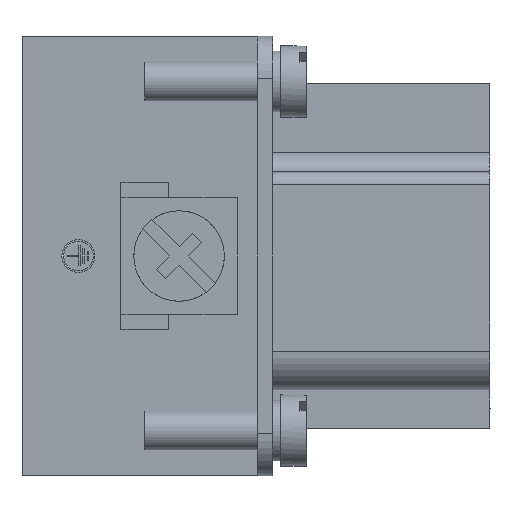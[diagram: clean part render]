
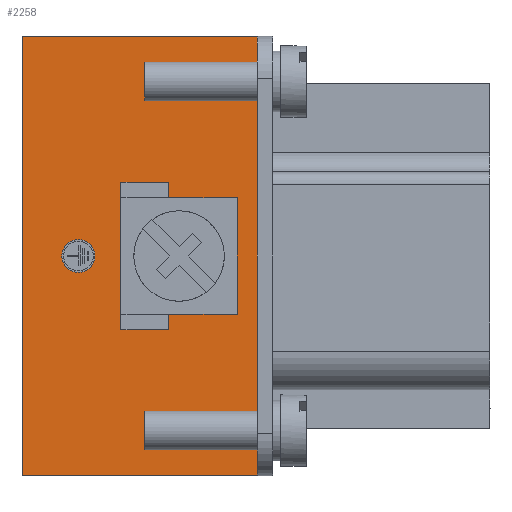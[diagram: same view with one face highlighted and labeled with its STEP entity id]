
A CAD part, left-side view. The second image highlights one B-rep face of the part: STEP entity #2258.
In plain terms, the highlighted planar face has unit normal (-1, 0, 0).
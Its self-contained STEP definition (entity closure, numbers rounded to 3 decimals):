
#1743=FACE_BOUND('',#3772,.T.);
#1744=FACE_BOUND('',#3773,.T.);
#1745=FACE_BOUND('',#3774,.T.);
#2258=ADVANCED_FACE('',(#1743,#1744,#1745),#2712,.T.);
#2712=PLANE('',#15498);
#3772=EDGE_LOOP('',(#6377,#6378,#6379,#6380,#6381,#6382,#6383,#6384));
#3773=EDGE_LOOP('',(#6385));
#3774=EDGE_LOOP('',(#6386,#6387,#6388,#6389));
#6377=ORIENTED_EDGE('',*,*,#7454,.T.);
#6378=ORIENTED_EDGE('',*,*,#7439,.T.);
#6379=ORIENTED_EDGE('',*,*,#7443,.T.);
#6380=ORIENTED_EDGE('',*,*,#7444,.T.);
#6381=ORIENTED_EDGE('',*,*,#7447,.T.);
#6382=ORIENTED_EDGE('',*,*,#7448,.T.);
#6383=ORIENTED_EDGE('',*,*,#7450,.T.);
#6384=ORIENTED_EDGE('',*,*,#7452,.T.);
#6385=ORIENTED_EDGE('',*,*,#7506,.T.);
#6386=ORIENTED_EDGE('',*,*,#8663,.F.);
#6387=ORIENTED_EDGE('',*,*,#8662,.T.);
#6388=ORIENTED_EDGE('',*,*,#8657,.F.);
#6389=ORIENTED_EDGE('',*,*,#8664,.T.);
#6506=VERTEX_POINT('',#19177);
#6507=VERTEX_POINT('',#19178);
#6508=VERTEX_POINT('',#19183);
#6509=VERTEX_POINT('',#19187);
#6510=VERTEX_POINT('',#19191);
#6511=VERTEX_POINT('',#19195);
#6512=VERTEX_POINT('',#19199);
#6513=VERTEX_POINT('',#19203);
#6549=VERTEX_POINT('',#19317);
#7339=VERTEX_POINT('',#21731);
#7340=VERTEX_POINT('',#21733);
#7343=VERTEX_POINT('',#21740);
#7344=VERTEX_POINT('',#21745);
#7439=EDGE_CURVE('',#6506,#6507,#10805,.T.);
#7443=EDGE_CURVE('',#6507,#6508,#10809,.T.);
#7444=EDGE_CURVE('',#6508,#6509,#10810,.T.);
#7447=EDGE_CURVE('',#6509,#6510,#10813,.T.);
#7448=EDGE_CURVE('',#6510,#6511,#10814,.T.);
#7450=EDGE_CURVE('',#6511,#6512,#10816,.T.);
#7452=EDGE_CURVE('',#6512,#6513,#10818,.T.);
#7454=EDGE_CURVE('',#6513,#6506,#10820,.T.);
#7506=EDGE_CURVE('',#6549,#6549,#8719,.T.);
#8657=EDGE_CURVE('',#7339,#7340,#11894,.T.);
#8662=EDGE_CURVE('',#7343,#7340,#11899,.T.);
#8663=EDGE_CURVE('',#7343,#7344,#11900,.T.);
#8664=EDGE_CURVE('',#7339,#7344,#11901,.T.);
#8719=CIRCLE('',#14944,1.28);
#10805=LINE('',#19176,#12447);
#10809=LINE('',#19184,#12451);
#10810=LINE('',#19186,#12452);
#10813=LINE('',#19192,#12455);
#10814=LINE('',#19194,#12456);
#10816=LINE('',#19198,#12458);
#10818=LINE('',#19202,#12460);
#10820=LINE('',#19206,#12462);
#11894=LINE('',#21732,#13536);
#11899=LINE('',#21742,#13541);
#11900=LINE('',#21744,#13542);
#11901=LINE('',#21746,#13543);
#12447=VECTOR('',#16175,1.);
#12451=VECTOR('',#16181,1.);
#12452=VECTOR('',#16184,1.);
#12455=VECTOR('',#16189,1.);
#12456=VECTOR('',#16192,1.);
#12458=VECTOR('',#16196,1.);
#12460=VECTOR('',#16200,1.);
#12462=VECTOR('',#16204,1.);
#13536=VECTOR('',#18434,1.);
#13541=VECTOR('',#18441,1.);
#13542=VECTOR('',#18444,1.);
#13543=VECTOR('',#18445,1.);
#14944=AXIS2_PLACEMENT_3D('',#19316,#16305,#16306);
#15498=AXIS2_PLACEMENT_3D('',#21747,#18446,#18447);
#16175=DIRECTION('',(0.,0.,-1.));
#16181=DIRECTION('',(0.,-1.,0.));
#16184=DIRECTION('',(0.,0.,-1.));
#16189=DIRECTION('',(0.,1.,0.));
#16192=DIRECTION('',(0.,0.,-1.));
#16196=DIRECTION('',(0.,1.,0.));
#16200=DIRECTION('',(0.,0.,1.));
#16204=DIRECTION('',(0.,-1.,0.));
#16305=DIRECTION('',(1.,0.,0.));
#16306=DIRECTION('',(0.,-1.,0.));
#18434=DIRECTION('',(0.,1.,0.));
#18441=DIRECTION('',(0.,0.,-1.));
#18444=DIRECTION('',(0.,-1.,0.));
#18445=DIRECTION('',(0.,0.,1.));
#18446=DIRECTION('',(-1.,0.,0.));
#18447=DIRECTION('',(0.,-1.,0.));
#19176=CARTESIAN_POINT('',(-14.95,6.85,5.7));
#19177=CARTESIAN_POINT('',(-14.95,6.85,5.7));
#19178=CARTESIAN_POINT('',(-14.95,6.85,4.5));
#19183=CARTESIAN_POINT('',(-14.95,1.55,4.5));
#19184=CARTESIAN_POINT('',(-14.95,6.85,4.5));
#19186=CARTESIAN_POINT('',(-14.95,1.55,4.5));
#19187=CARTESIAN_POINT('',(-14.95,1.55,-4.5));
#19191=CARTESIAN_POINT('',(-14.95,6.85,-4.5));
#19192=CARTESIAN_POINT('',(-14.95,1.55,-4.5));
#19194=CARTESIAN_POINT('',(-14.95,6.85,-4.5));
#19195=CARTESIAN_POINT('',(-14.95,6.85,-5.7));
#19198=CARTESIAN_POINT('',(-14.95,6.85,-5.7));
#19199=CARTESIAN_POINT('',(-14.95,10.55,-5.7));
#19202=CARTESIAN_POINT('',(-14.95,10.55,-5.7));
#19203=CARTESIAN_POINT('',(-14.95,10.55,5.7));
#19206=CARTESIAN_POINT('',(-14.95,10.55,5.7));
#19316=CARTESIAN_POINT('',(-14.95,13.836,0.));
#19317=CARTESIAN_POINT('',(-14.95,12.556,0.));
#21731=CARTESIAN_POINT('',(-14.95,0.,-17.));
#21732=CARTESIAN_POINT('',(-14.95,0.,-17.));
#21733=CARTESIAN_POINT('',(-14.95,18.2,-17.));
#21740=CARTESIAN_POINT('',(-14.95,18.2,17.));
#21742=CARTESIAN_POINT('',(-14.95,18.2,17.));
#21744=CARTESIAN_POINT('',(-14.95,18.2,17.));
#21745=CARTESIAN_POINT('',(-14.95,0.,17.));
#21746=CARTESIAN_POINT('',(-14.95,0.,-17.));
#21747=CARTESIAN_POINT('',(-14.95,18.3,-17.95));
